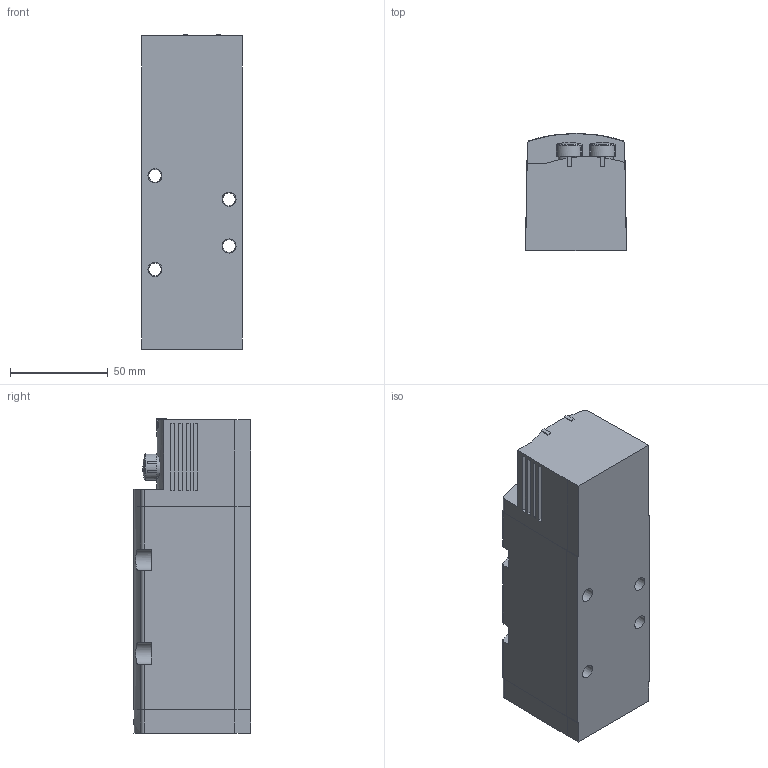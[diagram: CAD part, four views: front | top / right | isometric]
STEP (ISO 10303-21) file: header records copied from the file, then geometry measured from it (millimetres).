
FILE_DESCRIPTION(/* description */ ('STEP AP214'),/* implementation_level */ '2;1');
FILE_NAME(/* name */ '8034991_VSVA-B-T32C-AZ-D2-1T1L',/* time_stamp */ '2024-09-17T09:36:50+02:00',/* author */ ('License CC BY-ND 4.0'),/* organization */ ('CADENAS'),/* preprocessor_version */ 'ST-DEVELOPER v19.3',/* originating_system */ 'PARTsolutions',/* authorisation */ ' ');
FILE_SCHEMA (('AUTOMOTIVE_DESIGN {1 0 10303 214 3 1 1}'));
Length unit declared in the file: millimetre
Products named in the file (3): 8034991 VSVA-B-T32C-AZ-D2-1T1L; 8034991 VSVA-B-T32C-AZ-D2-1T1L---(part); 541011 VAMC-S6-CS
Assembly tree (3 placements, depth 2):
  8034991 VSVA-B-T32C-AZ-D2-1T1L
    8034991 VSVA-B-T32C-AZ-D2-1T1L---(part)
    541011 VAMC-S6-CS  x2
Bounding box: 51.6 x 60 x 161.2 mm (x, y, z)
Volume: 447290.1 mm3; surface area: 47262.2 mm2
Topology: 3 solids, 3 shells, 284 faces, 794 edges, 526 vertices
Faces by surface type: plane 175, cylinder 79, cone 16, torus 10, sphere 4
Full cylindrical faces by diameter (mm): 11.4 x2, 11.8 x2, 13.4 x2
Entity records: 8573 total; most frequent: CARTESIAN_POINT 1433, ORIENTED_EDGE 1160, DIRECTION 1126, EDGE_CURVE 580, VERTEX_POINT 392, AXIS2_PLACEMENT_3D 379, LINE 368, VECTOR 368
